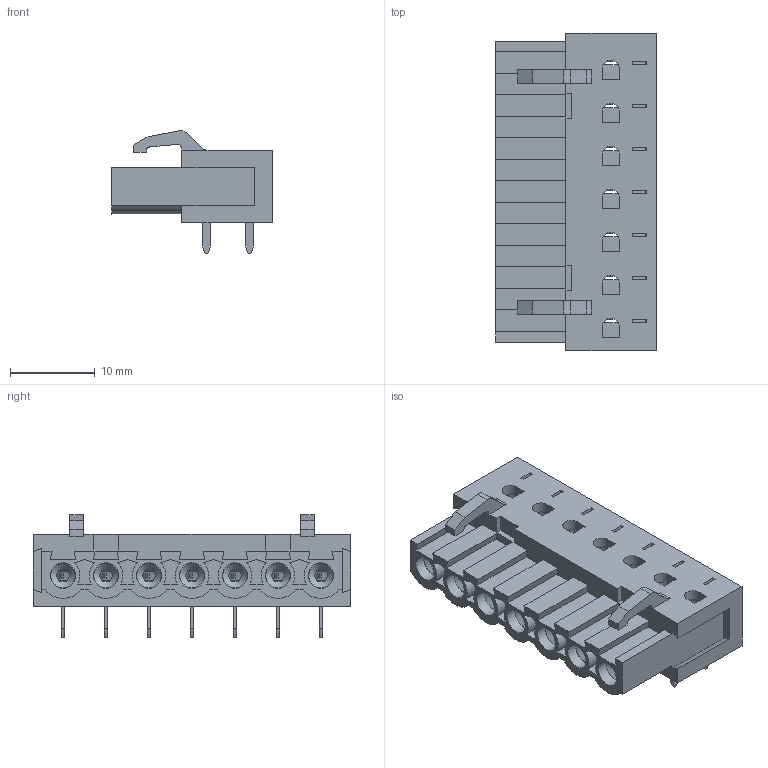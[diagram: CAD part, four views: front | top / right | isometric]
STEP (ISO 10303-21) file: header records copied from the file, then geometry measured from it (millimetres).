
FILE_DESCRIPTION( ( 'Unknown' ), '1' );
FILE_NAME( '691309510007.stp', 'Unknown', ( 'Unknown' ), ( 'Unknown' ), 'PSStep 18.0.17', 'Unknown', ' ' );
FILE_SCHEMA( ( 'AUTOMOTIVE_DESIGN { 1 0 10303 214 1 1 1 1 }' ) );
Length unit declared in the file: millimetre
Products named in the file (4): Assem1; contact; 691309510007; 691309510007_back wall
Assembly tree (9 placements, depth 2):
  Assem1
    contact  x7
    691309510007
    691309510007_back wall
Bounding box: 19 x 37.48 x 14.5 mm (x, y, z)
Volume: 2785.6 mm3; surface area: 6922.7 mm2
Topology: 9 solids, 9 shells, 1150 faces, 3088 edges, 1962 vertices
Faces by surface type: plane 808, cylinder 286, bspline 42, cone 7, sphere 7
Full cylindrical faces by diameter (mm): 0.7 x7, 1 x14, 1.5 x7, 3 x7
Entity records: 25704 total; most frequent: CARTESIAN_POINT 4590, ORIENTED_EDGE 3282, DIRECTION 3104, EDGE_CURVE 1641, LINE 1386, VECTOR 1386, VERTEX_POINT 1105, AXIS2_PLACEMENT_3D 859
